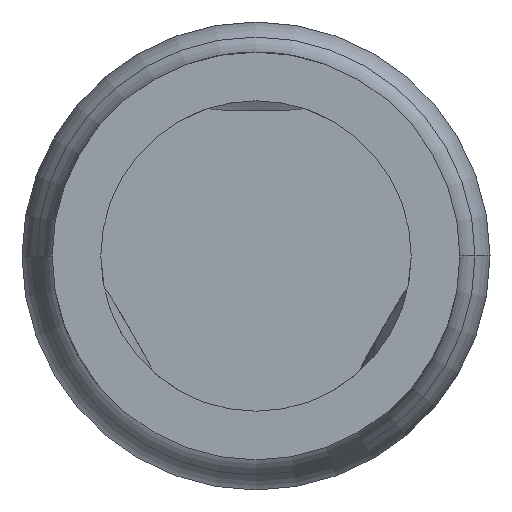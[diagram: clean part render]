
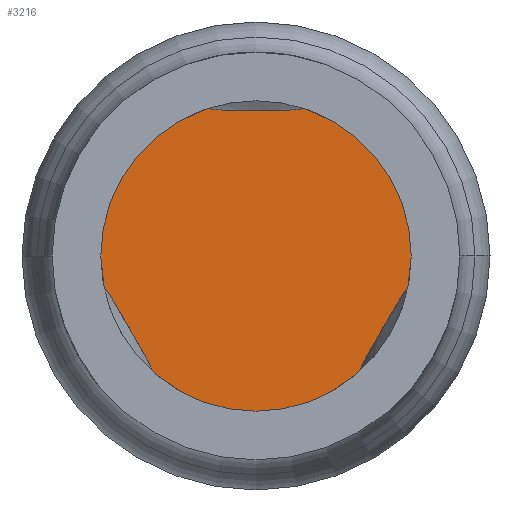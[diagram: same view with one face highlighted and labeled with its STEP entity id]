
A CAD part, front view. The second image highlights one B-rep face of the part: STEP entity #3216.
In plain terms, the highlighted planar face has unit normal (0, -1, 0).
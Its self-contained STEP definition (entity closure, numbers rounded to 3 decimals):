
#87 = VERTEX_POINT ( 'NONE', #4105 ) ;
#576 = DIRECTION ( 'NONE',  ( 1., 0., 0. ) ) ;
#1349 = EDGE_CURVE ( 'Defeature ausgef�hrt1_0+Defeature ausgef�hrt1_42+Defeature ausgef�hrt1_42+Defeature ausgef�hrt1_42', #87, #5162, #3546, .T. ) ;
#1559 = CARTESIAN_POINT ( 'NONE',  ( 0., -25.3, 0. ) ) ;
#1631 = DIRECTION ( 'NONE',  ( 1., 0., 0. ) ) ;
#1983 = ORIENTED_EDGE ( 'NONE', *, *, #1349, .F. ) ;
#2226 = CIRCLE ( 'NONE', #4332, 0.338 ) ;
#2275 = FACE_OUTER_BOUND ( 'NONE', #4107, .T. ) ;
#2372 = AXIS2_PLACEMENT_3D ( 'NONE', #4972, #5011, #576 ) ;
#2464 = DIRECTION ( 'NONE',  ( -1., 0., 0. ) ) ;
#2518 = CARTESIAN_POINT ( 'NONE',  ( 0., -25.3, 0. ) ) ;
#2980 = DIRECTION ( 'NONE',  ( 0., 1., 0. ) ) ;
#3024 = CARTESIAN_POINT ( 'NONE',  ( -0.338, -25.3, 0. ) ) ;
#3216 = ADVANCED_FACE ( 'Defeature ausgef�hrt1_42', ( #2275 ), #3674, .F. ) ;
#3546 = CIRCLE ( 'NONE', #2372, 0.338 ) ;
#3674 = PLANE ( 'NONE',  #4156 ) ;
#4105 = CARTESIAN_POINT ( 'NONE',  ( 0.338, -25.3, 0. ) ) ;
#4107 = EDGE_LOOP ( 'NONE', ( #4381, #1983 ) ) ;
#4156 = AXIS2_PLACEMENT_3D ( 'NONE', #1559, #5521, #2464 ) ;
#4332 = AXIS2_PLACEMENT_3D ( 'NONE', #2518, #2980, #1631 ) ;
#4381 = ORIENTED_EDGE ( 'NONE', *, *, #5314, .F. ) ;
#4972 = CARTESIAN_POINT ( 'NONE',  ( 0., -25.3, 0. ) ) ;
#5011 = DIRECTION ( 'NONE',  ( 0., 1., 0. ) ) ;
#5162 = VERTEX_POINT ( 'NONE', #3024 ) ;
#5314 = EDGE_CURVE ( 'Defeature ausgef�hrt1_0+Defeature ausgef�hrt1_42+Defeature ausgef�hrt1_42+Defeature ausgef�hrt1_42', #5162, #87, #2226, .T. ) ;
#5521 = DIRECTION ( 'NONE',  ( 0., 1., 0. ) ) ;
